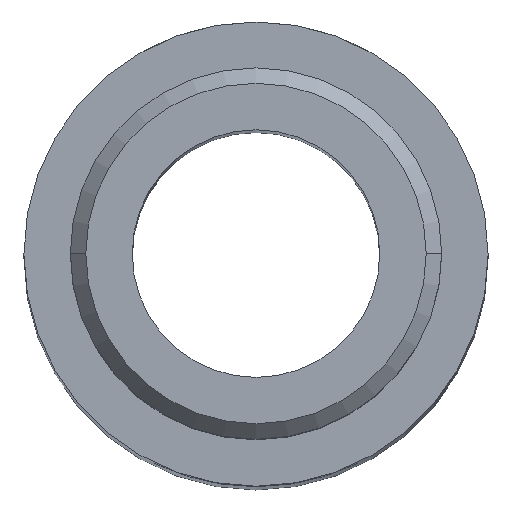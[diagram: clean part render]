
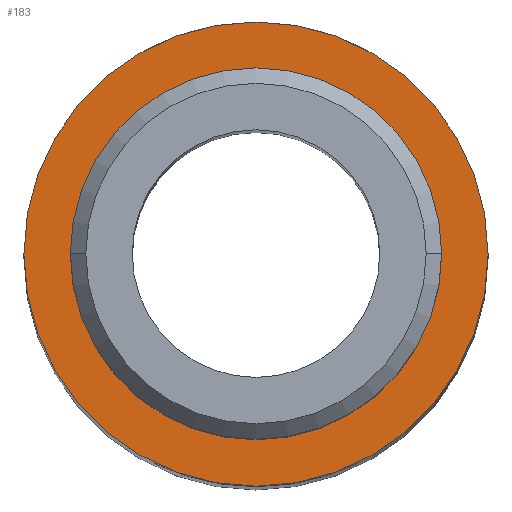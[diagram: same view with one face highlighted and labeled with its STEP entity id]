
A CAD part, top view. The second image highlights one B-rep face of the part: STEP entity #183.
In plain terms, the highlighted planar face has unit normal (0, 0, 1).
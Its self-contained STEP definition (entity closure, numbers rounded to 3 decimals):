
#4 = EDGE_CURVE ( 'NONE', #748, #824, #457, .T. ) ;
#25 = EDGE_CURVE ( 'NONE', #283, #830, #276, .T. ) ;
#48 = DIRECTION ( 'NONE',  ( 0., 0., -1. ) ) ;
#49 = DIRECTION ( 'NONE',  ( 1., 0., 0. ) ) ;
#56 = AXIS2_PLACEMENT_3D ( 'NONE', #245, #110, #576 ) ;
#68 = CARTESIAN_POINT ( 'NONE',  ( -15., 0., -20. ) ) ;
#88 = EDGE_LOOP ( 'NONE', ( #359, #669 ) ) ;
#97 = FACE_OUTER_BOUND ( 'NONE', #88, .T. ) ;
#108 = FACE_BOUND ( 'NONE', #415, .T. ) ;
#110 = DIRECTION ( 'NONE',  ( 0., 0., -1. ) ) ;
#166 = CARTESIAN_POINT ( 'NONE',  ( 12., 0., -20. ) ) ;
#180 = DIRECTION ( 'NONE',  ( 1., 0., 0. ) ) ;
#181 = CARTESIAN_POINT ( 'NONE',  ( 0., 0., -20. ) ) ;
#183 = ADVANCED_FACE ( 'NONE', ( #97, #108 ), #646, .T. ) ;
#189 = AXIS2_PLACEMENT_3D ( 'NONE', #181, #850, #436 ) ;
#245 = CARTESIAN_POINT ( 'NONE',  ( 0., 0., -20. ) ) ;
#276 = CIRCLE ( 'NONE', #189, 15. ) ;
#283 = VERTEX_POINT ( 'NONE', #68 ) ;
#302 = CARTESIAN_POINT ( 'NONE',  ( 0., 0., -20. ) ) ;
#346 = DIRECTION ( 'NONE',  ( -1., 0., 0. ) ) ;
#359 = ORIENTED_EDGE ( 'NONE', *, *, #833, .F. ) ;
#365 = CARTESIAN_POINT ( 'NONE',  ( -12., 0., -20. ) ) ;
#378 = ORIENTED_EDGE ( 'NONE', *, *, #596, .T. ) ;
#381 = AXIS2_PLACEMENT_3D ( 'NONE', #660, #624, #346 ) ;
#415 = EDGE_LOOP ( 'NONE', ( #497, #378 ) ) ;
#421 = CIRCLE ( 'NONE', #695, 15. ) ;
#436 = DIRECTION ( 'NONE',  ( 1., 0., 0. ) ) ;
#449 = CARTESIAN_POINT ( 'NONE',  ( 0., 0., -20. ) ) ;
#457 = CIRCLE ( 'NONE', #56, 12. ) ;
#497 = ORIENTED_EDGE ( 'NONE', *, *, #4, .T. ) ;
#567 = DIRECTION ( 'NONE',  ( 0., 0., 1. ) ) ;
#576 = DIRECTION ( 'NONE',  ( -1., 0., 0. ) ) ;
#596 = EDGE_CURVE ( 'NONE', #824, #748, #628, .T. ) ;
#624 = DIRECTION ( 'NONE',  ( 0., 0., -1. ) ) ;
#628 = CIRCLE ( 'NONE', #381, 12. ) ;
#646 = PLANE ( 'NONE',  #759 ) ;
#655 = CARTESIAN_POINT ( 'NONE',  ( 15., 0., -20. ) ) ;
#660 = CARTESIAN_POINT ( 'NONE',  ( 0., 0., -20. ) ) ;
#669 = ORIENTED_EDGE ( 'NONE', *, *, #25, .F. ) ;
#695 = AXIS2_PLACEMENT_3D ( 'NONE', #449, #48, #180 ) ;
#748 = VERTEX_POINT ( 'NONE', #365 ) ;
#759 = AXIS2_PLACEMENT_3D ( 'NONE', #302, #567, #49 ) ;
#824 = VERTEX_POINT ( 'NONE', #166 ) ;
#830 = VERTEX_POINT ( 'NONE', #655 ) ;
#833 = EDGE_CURVE ( 'NONE', #830, #283, #421, .T. ) ;
#850 = DIRECTION ( 'NONE',  ( 0., 0., -1. ) ) ;
